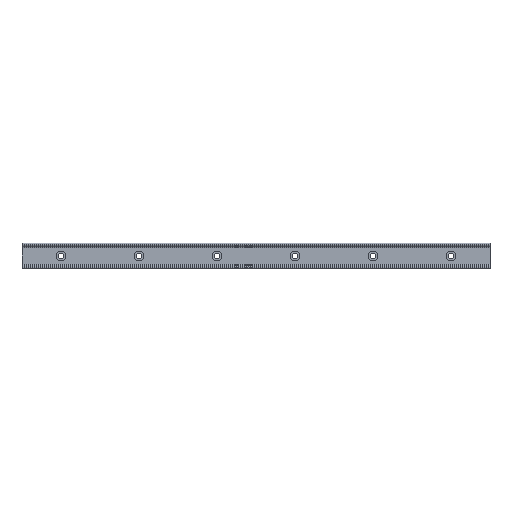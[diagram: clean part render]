
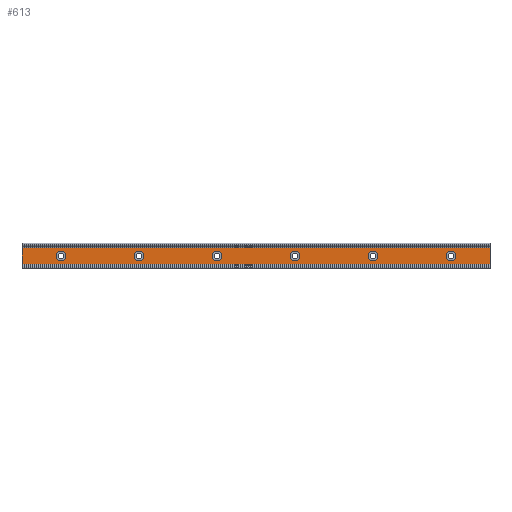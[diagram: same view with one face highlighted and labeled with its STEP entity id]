
A CAD part, top view. The second image highlights one B-rep face of the part: STEP entity #613.
In plain terms, the highlighted planar face has unit normal (0, 0, 1).
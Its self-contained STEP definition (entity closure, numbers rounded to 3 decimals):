
#17 = CIRCLE ( 'NONE', #949, 4.877 ) ;
#26 = DIRECTION ( 'NONE',  ( 0., 0., 1. ) ) ;
#61 = CARTESIAN_POINT ( 'NONE',  ( 355.123, 0., -3.495 ) ) ;
#74 = EDGE_CURVE ( 'NONE', #971, #1284, #538, .T. ) ;
#78 = FACE_BOUND ( 'NONE', #668, .T. ) ;
#102 = CARTESIAN_POINT ( 'NONE',  ( 480., -8.28, -3.495 ) ) ;
#105 = DIRECTION ( 'NONE',  ( 0., 0., 1. ) ) ;
#107 = CARTESIAN_POINT ( 'NONE',  ( 440., 0., -3.495 ) ) ;
#115 = DIRECTION ( 'NONE',  ( -1., 0., 0. ) ) ;
#117 = CARTESIAN_POINT ( 'NONE',  ( 444.877, 0., -3.495 ) ) ;
#121 = CARTESIAN_POINT ( 'NONE',  ( 204.877, 0., -3.495 ) ) ;
#129 = CARTESIAN_POINT ( 'NONE',  ( 1520., 8.28, -3.495 ) ) ;
#159 = CARTESIAN_POINT ( 'NONE',  ( 0., -8.28, -3.495 ) ) ;
#165 = CARTESIAN_POINT ( 'NONE',  ( 360., 0., -3.495 ) ) ;
#170 = DIRECTION ( 'NONE',  ( 1., 0., 0. ) ) ;
#175 = EDGE_CURVE ( 'NONE', #289, #1600, #17, .T. ) ;
#177 = CARTESIAN_POINT ( 'NONE',  ( 0., -12.014, -3.495 ) ) ;
#201 = FACE_BOUND ( 'NONE', #528, .T. ) ;
#204 = DIRECTION ( 'NONE',  ( 1., 0., 0. ) ) ;
#222 = CARTESIAN_POINT ( 'NONE',  ( 120., 0., -3.495 ) ) ;
#249 = CARTESIAN_POINT ( 'NONE',  ( 480., 8.28, -3.495 ) ) ;
#251 = ORIENTED_EDGE ( 'NONE', *, *, #1234, .F. ) ;
#267 = CARTESIAN_POINT ( 'NONE',  ( 0., 8.28, -3.495 ) ) ;
#270 = CIRCLE ( 'NONE', #1399, 4.877 ) ;
#273 = DIRECTION ( 'NONE',  ( 1., 0., 0. ) ) ;
#289 = VERTEX_POINT ( 'NONE', #790 ) ;
#294 = CIRCLE ( 'NONE', #376, 4.877 ) ;
#334 = FACE_BOUND ( 'NONE', #1615, .T. ) ;
#359 = DIRECTION ( 'NONE',  ( 0., 0., 1. ) ) ;
#364 = DIRECTION ( 'NONE',  ( 0., 0., 1. ) ) ;
#368 = VERTEX_POINT ( 'NONE', #61 ) ;
#376 = AXIS2_PLACEMENT_3D ( 'NONE', #679, #1598, #273 ) ;
#380 = AXIS2_PLACEMENT_3D ( 'NONE', #165, #698, #932 ) ;
#384 = VERTEX_POINT ( 'NONE', #443 ) ;
#408 = CIRCLE ( 'NONE', #1263, 4.877 ) ;
#417 = CARTESIAN_POINT ( 'NONE',  ( 44.877, 0., -3.495 ) ) ;
#427 = VERTEX_POINT ( 'NONE', #959 ) ;
#443 = CARTESIAN_POINT ( 'NONE',  ( 364.877, 0., -3.495 ) ) ;
#446 = EDGE_CURVE ( 'NONE', #630, #744, #920, .T. ) ;
#449 = CARTESIAN_POINT ( 'NONE',  ( 1520., -8.28, -3.495 ) ) ;
#463 = CIRCLE ( 'NONE', #978, 4.877 ) ;
#465 = CARTESIAN_POINT ( 'NONE',  ( 440., 0., -3.495 ) ) ;
#487 = CIRCLE ( 'NONE', #380, 4.877 ) ;
#492 = DIRECTION ( 'NONE',  ( 1., 0., 0. ) ) ;
#501 = ORIENTED_EDGE ( 'NONE', *, *, #1680, .T. ) ;
#502 = EDGE_CURVE ( 'NONE', #793, #1411, #270, .T. ) ;
#504 = DIRECTION ( 'NONE',  ( 1., 0., 0. ) ) ;
#522 = DIRECTION ( 'NONE',  ( 1., 0., 0. ) ) ;
#523 = CARTESIAN_POINT ( 'NONE',  ( 195.123, 0., -3.495 ) ) ;
#528 = EDGE_LOOP ( 'NONE', ( #1177, #692 ) ) ;
#538 = CIRCLE ( 'NONE', #568, 4.877 ) ;
#565 = ORIENTED_EDGE ( 'NONE', *, *, #446, .F. ) ;
#568 = AXIS2_PLACEMENT_3D ( 'NONE', #742, #861, #492 ) ;
#578 = CARTESIAN_POINT ( 'NONE',  ( 124.877, 0., -3.495 ) ) ;
#583 = DIRECTION ( 'NONE',  ( 1., 0., 0. ) ) ;
#599 = FACE_OUTER_BOUND ( 'NONE', #719, .T. ) ;
#602 = VERTEX_POINT ( 'NONE', #1513 ) ;
#613 = ADVANCED_FACE ( 'NONE', ( #334, #853, #1386, #201, #722, #78, #599 ), #1653, .F. ) ;
#621 = VECTOR ( 'NONE', #1190, 1000. ) ;
#626 = DIRECTION ( 'NONE',  ( 0., 0., 1. ) ) ;
#629 = CARTESIAN_POINT ( 'NONE',  ( 200., 0., -3.495 ) ) ;
#630 = VERTEX_POINT ( 'NONE', #523 ) ;
#642 = DIRECTION ( 'NONE',  ( 0., 1., 0. ) ) ;
#668 = EDGE_LOOP ( 'NONE', ( #251, #1611 ) ) ;
#679 = CARTESIAN_POINT ( 'NONE',  ( 360., 0., -3.495 ) ) ;
#692 = ORIENTED_EDGE ( 'NONE', *, *, #1639, .F. ) ;
#698 = DIRECTION ( 'NONE',  ( 0., 0., 1. ) ) ;
#719 = EDGE_LOOP ( 'NONE', ( #805, #933, #501, #1566 ) ) ;
#722 = FACE_BOUND ( 'NONE', #1499, .T. ) ;
#742 = CARTESIAN_POINT ( 'NONE',  ( 40., 0., -3.495 ) ) ;
#744 = VERTEX_POINT ( 'NONE', #121 ) ;
#745 = CARTESIAN_POINT ( 'NONE',  ( 35.123, 0., -3.495 ) ) ;
#750 = EDGE_CURVE ( 'NONE', #1008, #1173, #1030, .T. ) ;
#754 = AXIS2_PLACEMENT_3D ( 'NONE', #836, #1192, #1052 ) ;
#760 = VECTOR ( 'NONE', #1510, 1000. ) ;
#779 = CARTESIAN_POINT ( 'NONE',  ( 280., 0., -3.495 ) ) ;
#790 = CARTESIAN_POINT ( 'NONE',  ( 435.123, 0., -3.495 ) ) ;
#793 = VERTEX_POINT ( 'NONE', #578 ) ;
#805 = ORIENTED_EDGE ( 'NONE', *, *, #750, .T. ) ;
#826 = DIRECTION ( 'NONE',  ( 0., -1., 0. ) ) ;
#836 = CARTESIAN_POINT ( 'NONE',  ( 280., 0., -3.495 ) ) ;
#853 = FACE_BOUND ( 'NONE', #1253, .T. ) ;
#861 = DIRECTION ( 'NONE',  ( 0., 0., 1. ) ) ;
#868 = AXIS2_PLACEMENT_3D ( 'NONE', #1477, #26, #170 ) ;
#878 = CARTESIAN_POINT ( 'NONE',  ( 480., 8.28, -3.495 ) ) ;
#885 = CARTESIAN_POINT ( 'NONE',  ( 120., 0., -3.495 ) ) ;
#920 = CIRCLE ( 'NONE', #868, 4.877 ) ;
#932 = DIRECTION ( 'NONE',  ( 1., 0., 0. ) ) ;
#933 = ORIENTED_EDGE ( 'NONE', *, *, #1628, .F. ) ;
#949 = AXIS2_PLACEMENT_3D ( 'NONE', #107, #626, #1521 ) ;
#959 = CARTESIAN_POINT ( 'NONE',  ( 275.123, 0., -3.495 ) ) ;
#971 = VERTEX_POINT ( 'NONE', #745 ) ;
#978 = AXIS2_PLACEMENT_3D ( 'NONE', #629, #364, #1656 ) ;
#995 = CARTESIAN_POINT ( 'NONE',  ( 1520., 8.28, -3.495 ) ) ;
#1008 = VERTEX_POINT ( 'NONE', #102 ) ;
#1030 = LINE ( 'NONE', #249, #1213 ) ;
#1031 = ORIENTED_EDGE ( 'NONE', *, *, #1115, .F. ) ;
#1042 = EDGE_CURVE ( 'NONE', #1266, #1008, #1408, .T. ) ;
#1052 = DIRECTION ( 'NONE',  ( 1., 0., 0. ) ) ;
#1115 = EDGE_CURVE ( 'NONE', #1411, #793, #1342, .T. ) ;
#1121 = AXIS2_PLACEMENT_3D ( 'NONE', #885, #1304, #504 ) ;
#1137 = EDGE_CURVE ( 'NONE', #602, #427, #408, .T. ) ;
#1139 = DIRECTION ( 'NONE',  ( 1., 0., 0. ) ) ;
#1160 = AXIS2_PLACEMENT_3D ( 'NONE', #1382, #1206, #583 ) ;
#1173 = VERTEX_POINT ( 'NONE', #878 ) ;
#1177 = ORIENTED_EDGE ( 'NONE', *, *, #1279, .F. ) ;
#1187 = AXIS2_PLACEMENT_3D ( 'NONE', #995, #1519, #115 ) ;
#1190 = DIRECTION ( 'NONE',  ( 1., 0., 0. ) ) ;
#1192 = DIRECTION ( 'NONE',  ( 0., 0., 1. ) ) ;
#1206 = DIRECTION ( 'NONE',  ( 0., 0., 1. ) ) ;
#1210 = EDGE_LOOP ( 'NONE', ( #1636, #1260 ) ) ;
#1213 = VECTOR ( 'NONE', #642, 1000. ) ;
#1215 = CIRCLE ( 'NONE', #1425, 4.877 ) ;
#1234 = EDGE_CURVE ( 'NONE', #1284, #971, #1648, .T. ) ;
#1253 = EDGE_LOOP ( 'NONE', ( #1540, #565 ) ) ;
#1257 = EDGE_CURVE ( 'NONE', #427, #602, #1508, .T. ) ;
#1260 = ORIENTED_EDGE ( 'NONE', *, *, #1257, .F. ) ;
#1263 = AXIS2_PLACEMENT_3D ( 'NONE', #779, #359, #522 ) ;
#1266 = VERTEX_POINT ( 'NONE', #159 ) ;
#1275 = CARTESIAN_POINT ( 'NONE',  ( 115.123, 0., -3.495 ) ) ;
#1279 = EDGE_CURVE ( 'NONE', #384, #368, #294, .T. ) ;
#1284 = VERTEX_POINT ( 'NONE', #417 ) ;
#1304 = DIRECTION ( 'NONE',  ( 0., 0., 1. ) ) ;
#1314 = LINE ( 'NONE', #129, #621 ) ;
#1342 = CIRCLE ( 'NONE', #1121, 4.877 ) ;
#1344 = VECTOR ( 'NONE', #826, 1000. ) ;
#1368 = EDGE_CURVE ( 'NONE', #1600, #289, #1215, .T. ) ;
#1379 = EDGE_CURVE ( 'NONE', #744, #630, #463, .T. ) ;
#1382 = CARTESIAN_POINT ( 'NONE',  ( 40., 0., -3.495 ) ) ;
#1385 = ORIENTED_EDGE ( 'NONE', *, *, #502, .F. ) ;
#1386 = FACE_BOUND ( 'NONE', #1210, .T. ) ;
#1399 = AXIS2_PLACEMENT_3D ( 'NONE', #222, #105, #1139 ) ;
#1406 = DIRECTION ( 'NONE',  ( 0., 0., 1. ) ) ;
#1408 = LINE ( 'NONE', #449, #760 ) ;
#1411 = VERTEX_POINT ( 'NONE', #1275 ) ;
#1425 = AXIS2_PLACEMENT_3D ( 'NONE', #465, #1406, #204 ) ;
#1477 = CARTESIAN_POINT ( 'NONE',  ( 200., 0., -3.495 ) ) ;
#1486 = ORIENTED_EDGE ( 'NONE', *, *, #175, .F. ) ;
#1491 = VERTEX_POINT ( 'NONE', #267 ) ;
#1499 = EDGE_LOOP ( 'NONE', ( #1695, #1486 ) ) ;
#1508 = CIRCLE ( 'NONE', #754, 4.877 ) ;
#1510 = DIRECTION ( 'NONE',  ( 1., 0., 0. ) ) ;
#1513 = CARTESIAN_POINT ( 'NONE',  ( 284.877, 0., -3.495 ) ) ;
#1519 = DIRECTION ( 'NONE',  ( 0., 0., -1. ) ) ;
#1521 = DIRECTION ( 'NONE',  ( 1., 0., 0. ) ) ;
#1540 = ORIENTED_EDGE ( 'NONE', *, *, #1379, .F. ) ;
#1566 = ORIENTED_EDGE ( 'NONE', *, *, #1042, .T. ) ;
#1598 = DIRECTION ( 'NONE',  ( 0., 0., 1. ) ) ;
#1600 = VERTEX_POINT ( 'NONE', #117 ) ;
#1611 = ORIENTED_EDGE ( 'NONE', *, *, #74, .F. ) ;
#1615 = EDGE_LOOP ( 'NONE', ( #1385, #1031 ) ) ;
#1626 = LINE ( 'NONE', #177, #1344 ) ;
#1628 = EDGE_CURVE ( 'NONE', #1491, #1173, #1314, .T. ) ;
#1636 = ORIENTED_EDGE ( 'NONE', *, *, #1137, .F. ) ;
#1639 = EDGE_CURVE ( 'NONE', #368, #384, #487, .T. ) ;
#1648 = CIRCLE ( 'NONE', #1160, 4.877 ) ;
#1653 = PLANE ( 'NONE',  #1187 ) ;
#1656 = DIRECTION ( 'NONE',  ( 1., 0., 0. ) ) ;
#1680 = EDGE_CURVE ( 'NONE', #1491, #1266, #1626, .T. ) ;
#1695 = ORIENTED_EDGE ( 'NONE', *, *, #1368, .F. ) ;
